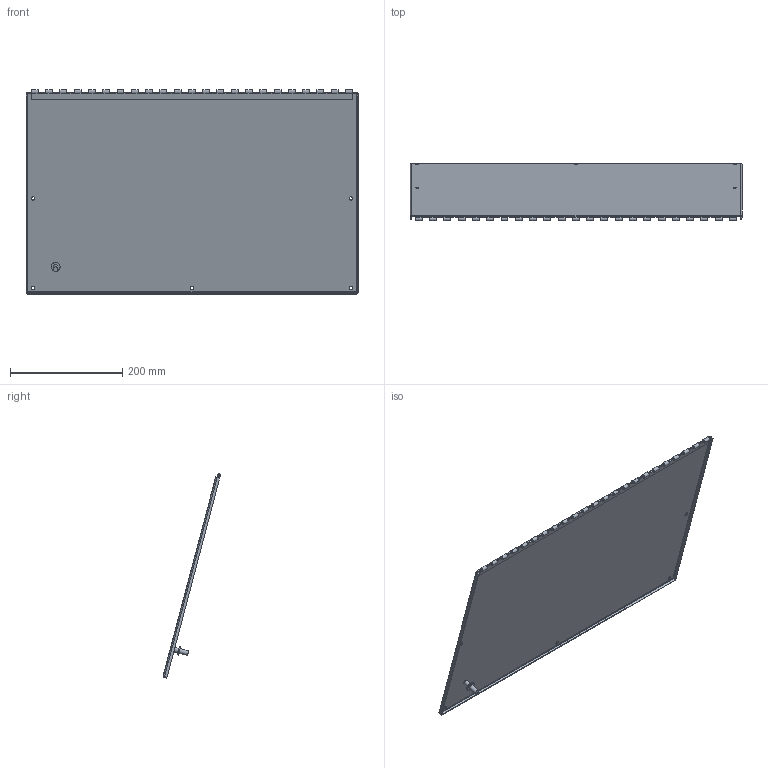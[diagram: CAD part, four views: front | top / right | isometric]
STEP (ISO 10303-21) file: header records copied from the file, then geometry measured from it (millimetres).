
FILE_DESCRIPTION(/* description */ ('ENCL., WC10, SD, CONSOLE BODY, 40X24X20'),/* implementation_level */ '2;1');
FILE_NAME(/* name */ 'WC10B.stp',/* time_stamp */ '2021-03-22T14:44:42-05:00',/* author */ ('MR'),/* organization */ (''),/* preprocessor_version */ 'ST-DEVELOPER v18.1',/* originating_system */ 'Autodesk Inventor 2020',/* authorisation */ '');
FILE_SCHEMA (('AUTOMOTIVE_DESIGN { 1 0 10303 214 3 1 1 }'));
Length unit declared in the file: inch
Products named in the file (4): WC10B; WC10BCTP; H5050135; HFW3888
Assembly tree (3 placements, depth 2):
  WC10B
    WC10BCTP
    H5050135
    HFW3888
Bounding box: 590.55 x 102.61 x 363.48 mm (x, y, z)
Volume: 438526.5 mm3; surface area: 477159.7 mm2
Topology: 3 solids, 3 shells, 160 faces, 431 edges, 279 vertices
Faces by surface type: plane 95, cylinder 60, bspline 4, cone 1
Full cylindrical faces by diameter (mm): 3.505 x23, 6.35 x5, 8.382 x2, 15.875 x1
Entity records: 5502 total; most frequent: CARTESIAN_POINT 1001, ORIENTED_EDGE 862, DIRECTION 862, EDGE_CURVE 431, LINE 310, VECTOR 310, VERTEX_POINT 279, AXIS2_PLACEMENT_3D 276
